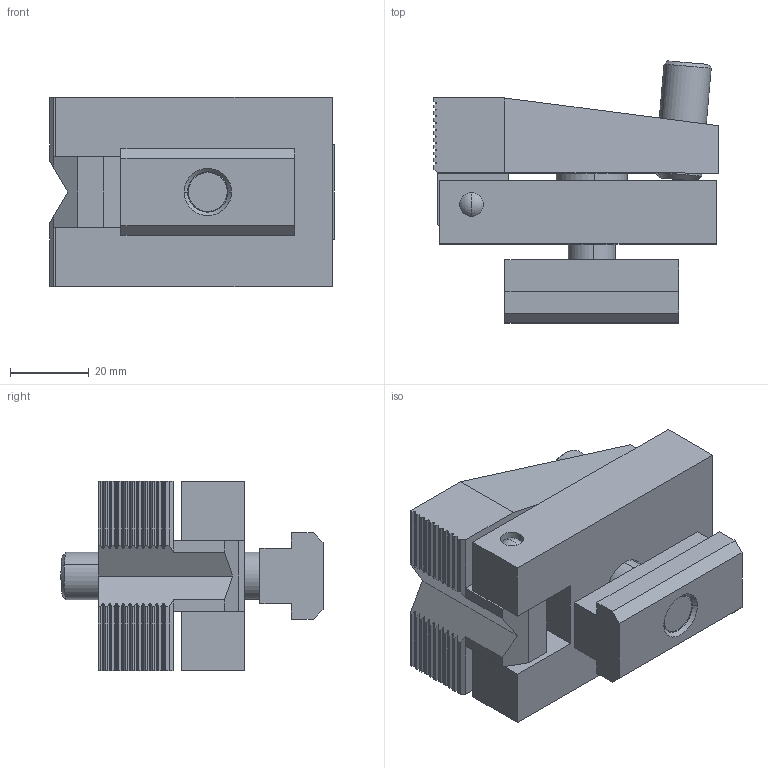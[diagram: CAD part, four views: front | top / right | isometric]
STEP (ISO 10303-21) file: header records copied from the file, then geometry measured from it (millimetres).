
FILE_DESCRIPTION(('STEP AP214'),'1');
FILE_NAME('HALDERN_EH_23210_0522.stp','2021-09-02T09:59:50',('TraceParts'),('TraceParts S.A.'),'Spatial InterOp 3D',' ',' ');
FILE_SCHEMA(('AUTOMOTIVE_DESIGN { 1 0 10303 214 1 1 1 1 }'));
Length unit declared in the file: millimetre
Products named in the file (1): HALDERN_EH_23210_0522_1
Bounding box: 72 x 66.43 x 48 mm (x, y, z)
Volume: 109445.3 mm3; surface area: 30446.9 mm2
Topology: 5 solids, 5 shells, 222 faces, 582 edges, 376 vertices
Faces by surface type: plane 124, cylinder 64, cone 26, torus 4, sphere 4
Entity records: 8693 total; most frequent: CARTESIAN_POINT 1397, ORIENTED_EDGE 1164, DIRECTION 1106, EDGE_CURVE 582, LINE 404, VECTOR 404, VERTEX_POINT 376, AXIS2_PLACEMENT_3D 351
